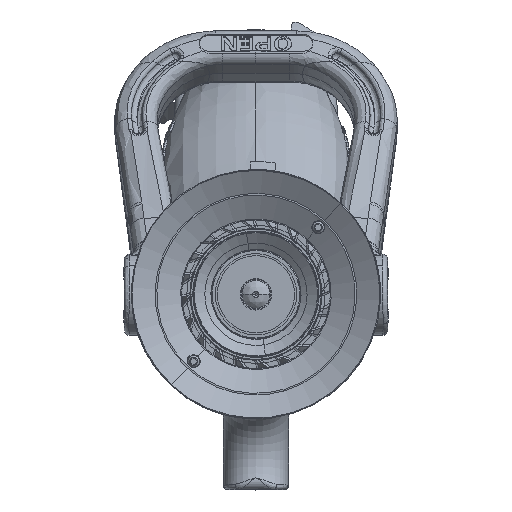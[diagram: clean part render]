
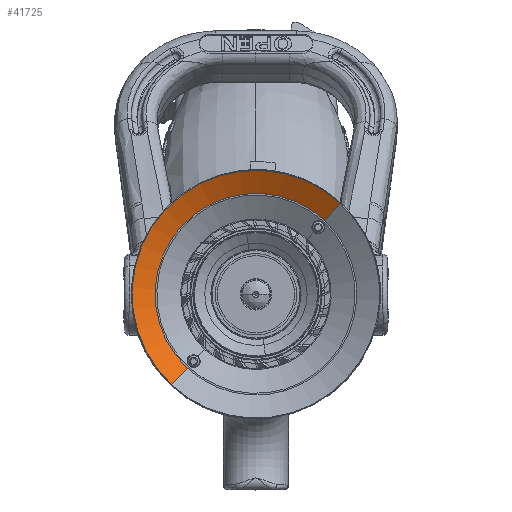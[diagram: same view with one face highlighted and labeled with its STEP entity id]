
A CAD part, top view. The second image highlights one B-rep face of the part: STEP entity #41725.
In plain terms, the highlighted conical face has half-angle 60 degrees and reference radius 43.796 mm.
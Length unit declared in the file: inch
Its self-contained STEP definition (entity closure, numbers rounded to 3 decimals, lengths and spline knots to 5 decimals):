
#1950=CARTESIAN_POINT('',(0.,0.,6.28205));
#1951=DIRECTION('',(0.,0.,1.));
#1952=DIRECTION('',(0.681,0.732,0.));
#1953=AXIS2_PLACEMENT_3D('',#1950,#1951,#1952);
#1955=CARTESIAN_POINT('',(0.,0.,6.48614));
#1956=DIRECTION('',(0.,0.,-1.));
#1957=DIRECTION('',(-0.681,-0.732,0.));
#1958=AXIS2_PLACEMENT_3D('',#1955,#1956,#1957);
#1960=DIRECTION('',(0.59,0.634,0.5));
#1961=VECTOR('',#1960,0.40818);
#1962=CARTESIAN_POINT('',(1.05384,1.13321,6.28205));
#1963=LINE('',#1962,#1961);
#1969=DIRECTION('',(-0.59,-0.634,0.5));
#1970=VECTOR('',#1969,0.40818);
#1971=CARTESIAN_POINT('',(-1.05384,-1.13321,
6.28205));
#1972=LINE('',#1971,#1970);
#39248=CARTESIAN_POINT('',(-1.29457,-1.39207,
6.48614));
#39249=CARTESIAN_POINT('',(1.29457,1.39207,6.48614));
#39250=VERTEX_POINT('',#39248);
#39251=VERTEX_POINT('',#39249);
#39264=CARTESIAN_POINT('',(1.05384,1.13321,6.28205));
#39265=CARTESIAN_POINT('',(-1.05384,-1.13321,
6.28205));
#39266=VERTEX_POINT('',#39264);
#39267=VERTEX_POINT('',#39265);
#41711=CARTESIAN_POINT('',(0.,0.,6.38409));
#41712=DIRECTION('',(0.,0.,1.));
#41713=DIRECTION('',(0.681,0.732,0.));
#41714=AXIS2_PLACEMENT_3D('',#41711,#41712,#41713);
#41715=CONICAL_SURFACE('',#41714,1.72425,60.);
#41716=ORIENTED_EDGE('',*,*,#41701,.T.);
#41718=ORIENTED_EDGE('',*,*,#41717,.T.);
#41720=ORIENTED_EDGE('',*,*,#41719,.T.);
#41722=ORIENTED_EDGE('',*,*,#41721,.F.);
#41723=EDGE_LOOP('',(#41716,#41718,#41720,#41722));
#41724=FACE_OUTER_BOUND('',#41723,.F.);
#1954=CIRCLE('',#1953,1.5475);
#1959=CIRCLE('',#1958,1.90099);
#41701=EDGE_CURVE('',#39266,#39267,#1954,.T.);
#41717=EDGE_CURVE('',#39267,#39250,#1972,.T.);
#41719=EDGE_CURVE('',#39250,#39251,#1959,.T.);
#41721=EDGE_CURVE('',#39266,#39251,#1963,.T.);
#41725=ADVANCED_FACE('',(#41724),#41715,.F.);
